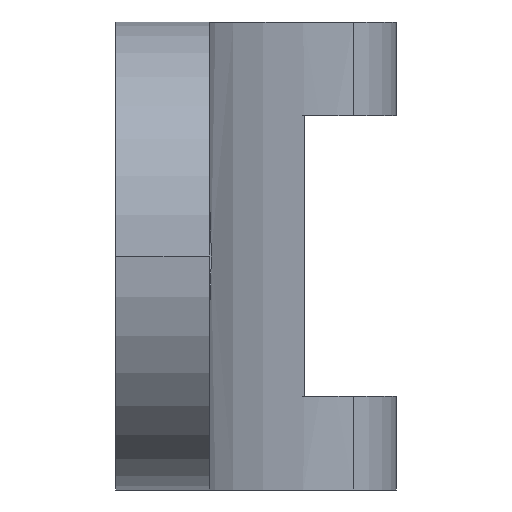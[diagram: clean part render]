
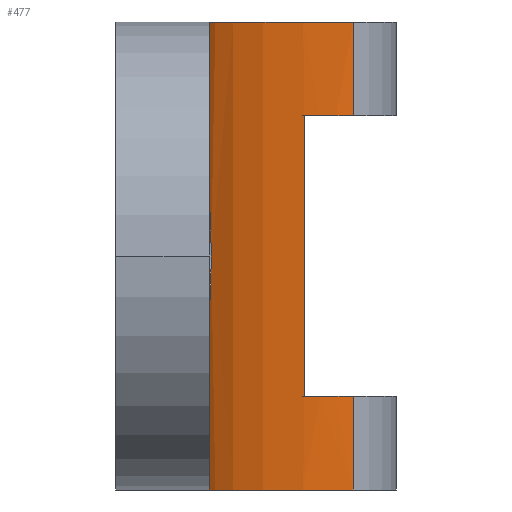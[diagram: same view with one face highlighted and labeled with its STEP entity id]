
A CAD part, left-side view. The second image highlights one B-rep face of the part: STEP entity #477.
In plain terms, the highlighted cylindrical face has radius 10 mm (diameter 20 mm), a partial arc.
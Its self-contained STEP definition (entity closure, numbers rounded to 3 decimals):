
#5 = ORIENTED_EDGE ( 'NONE', *, *, #603, .F. ) ;
#10 = EDGE_CURVE ( 'NONE', #301, #510, #480, .T. ) ;
#16 = DIRECTION ( 'NONE',  ( -1., 0., 0. ) ) ;
#35 = EDGE_CURVE ( 'NONE', #555, #460, #265, .T. ) ;
#39 = CARTESIAN_POINT ( 'NONE',  ( 2.597, 0.675, 6.307 ) ) ;
#44 = LINE ( 'NONE', #245, #563 ) ;
#45 = CARTESIAN_POINT ( 'NONE',  ( 2.465, 0.675, 6.366 ) ) ;
#50 = CARTESIAN_POINT ( 'NONE',  ( 2.465, -9.325, 10. ) ) ;
#58 = VERTEX_POINT ( 'NONE', #534 ) ;
#77 = VECTOR ( 'NONE', #172, 1000. ) ;
#94 = FACE_OUTER_BOUND ( 'NONE', #574, .T. ) ;
#116 = DIRECTION ( 'NONE',  ( 1., 0., 0. ) ) ;
#117 = CARTESIAN_POINT ( 'NONE',  ( 2.465, 0.675, 10. ) ) ;
#121 = LINE ( 'NONE', #545, #193 ) ;
#124 = ORIENTED_EDGE ( 'NONE', *, *, #197, .T. ) ;
#125 = DIRECTION ( 'NONE',  ( 1., 0., 0. ) ) ;
#134 = DIRECTION ( 'NONE',  ( 0., 0., -1. ) ) ;
#137 = AXIS2_PLACEMENT_3D ( 'NONE', #377, #640, #116 ) ;
#139 = CARTESIAN_POINT ( 'NONE',  ( 2.465, 0.675, 6.366 ) ) ;
#143 = DIRECTION ( 'NONE',  ( 0., 0., -1. ) ) ;
#153 = ORIENTED_EDGE ( 'NONE', *, *, #381, .F. ) ;
#158 = CARTESIAN_POINT ( 'NONE',  ( 2.465, -9.325, 8. ) ) ;
#163 = EDGE_CURVE ( 'NONE', #460, #469, #216, .T. ) ;
#164 = VECTOR ( 'NONE', #662, 1000. ) ;
#172 = DIRECTION ( 'NONE',  ( 0., 0., -1. ) ) ;
#176 = DIRECTION ( 'NONE',  ( 0., 0., -1. ) ) ;
#189 = CARTESIAN_POINT ( 'NONE',  ( 2.934, 0.665, 6.042 ) ) ;
#191 = AXIS2_PLACEMENT_3D ( 'NONE', #50, #670, #16 ) ;
#193 = VECTOR ( 'NONE', #280, 1000. ) ;
#195 = DIRECTION ( 'NONE',  ( 1., 0., 0. ) ) ;
#197 = EDGE_CURVE ( 'NONE', #337, #301, #239, .T. ) ;
#198 = CARTESIAN_POINT ( 'NONE',  ( 2.465, 0.675, 3.634 ) ) ;
#199 = VERTEX_POINT ( 'NONE', #508 ) ;
#210 = ORIENTED_EDGE ( 'NONE', *, *, #612, .F. ) ;
#216 = B_SPLINE_CURVE_WITH_KNOTS ( 'NONE', 3,
 ( #45, #39, #656, #189, #350, #459, #242, #564, #291, #396, #347, #518, #401, #449, #303, #198 ),
 .UNSPECIFIED., .F., .F.,
 ( 4, 2, 2, 2, 2, 2, 2, 4 ),
 ( 0., 0., 0.001, 0.001, 0.002, 0.002, 0.003, 0.003 ),
 .UNSPECIFIED. ) ;
#231 = CARTESIAN_POINT ( 'NONE',  ( 2.465, 0.675, 10. ) ) ;
#239 = LINE ( 'NONE', #554, #164 ) ;
#242 = CARTESIAN_POINT ( 'NONE',  ( 3.245, 0.645, 5.561 ) ) ;
#244 = EDGE_CURVE ( 'NONE', #469, #623, #269, .T. ) ;
#245 = CARTESIAN_POINT ( 'NONE',  ( 9.681, -2.402, 10. ) ) ;
#256 = VERTEX_POINT ( 'NONE', #325 ) ;
#265 = LINE ( 'NONE', #231, #542 ) ;
#269 = LINE ( 'NONE', #117, #77 ) ;
#280 = DIRECTION ( 'NONE',  ( 0., 0., -1. ) ) ;
#287 = CARTESIAN_POINT ( 'NONE',  ( 2.465, -9.325, 2. ) ) ;
#291 = CARTESIAN_POINT ( 'NONE',  ( 3.346, 0.636, 5.143 ) ) ;
#301 = VERTEX_POINT ( 'NONE', #486 ) ;
#302 = CYLINDRICAL_SURFACE ( 'NONE', #191, 10. ) ;
#303 = CARTESIAN_POINT ( 'NONE',  ( 2.729, 0.675, 3.753 ) ) ;
#323 = DIRECTION ( 'NONE',  ( 1., 0., 0. ) ) ;
#325 = CARTESIAN_POINT ( 'NONE',  ( 9.681, -2.402, 10. ) ) ;
#337 = VERTEX_POINT ( 'NONE', #595 ) ;
#347 = CARTESIAN_POINT ( 'NONE',  ( 3.326, 0.638, 4.714 ) ) ;
#350 = CARTESIAN_POINT ( 'NONE',  ( 3.029, 0.659, 5.933 ) ) ;
#351 = ORIENTED_EDGE ( 'NONE', *, *, #35, .T. ) ;
#369 = AXIS2_PLACEMENT_3D ( 'NONE', #158, #527, #323 ) ;
#377 = CARTESIAN_POINT ( 'NONE',  ( 2.465, -9.325, 0. ) ) ;
#381 = EDGE_CURVE ( 'NONE', #337, #199, #583, .T. ) ;
#396 = CARTESIAN_POINT ( 'NONE',  ( 3.346, 0.636, 4.858 ) ) ;
#401 = CARTESIAN_POINT ( 'NONE',  ( 3.185, 0.649, 4.309 ) ) ;
#422 = ORIENTED_EDGE ( 'NONE', *, *, #163, .T. ) ;
#423 = CIRCLE ( 'NONE', #581, 10. ) ;
#429 = CIRCLE ( 'NONE', #137, 10. ) ;
#441 = CARTESIAN_POINT ( 'NONE',  ( 2.465, -9.325, 10. ) ) ;
#445 = ORIENTED_EDGE ( 'NONE', *, *, #467, .F. ) ;
#447 = CARTESIAN_POINT ( 'NONE',  ( 9.681, -2.402, 8. ) ) ;
#449 = CARTESIAN_POINT ( 'NONE',  ( 2.952, 0.664, 3.946 ) ) ;
#459 = CARTESIAN_POINT ( 'NONE',  ( 3.184, 0.649, 5.694 ) ) ;
#460 = VERTEX_POINT ( 'NONE', #139 ) ;
#467 = EDGE_CURVE ( 'NONE', #199, #58, #44, .T. ) ;
#469 = VERTEX_POINT ( 'NONE', #568 ) ;
#477 = ADVANCED_FACE ( 'NONE', ( #94 ), #302, .F. ) ;
#480 = CIRCLE ( 'NONE', #369, 10. ) ;
#486 = CARTESIAN_POINT ( 'NONE',  ( 8.5, -1.351, 8. ) ) ;
#494 = CARTESIAN_POINT ( 'NONE',  ( 2.465, 0.675, 10. ) ) ;
#508 = CARTESIAN_POINT ( 'NONE',  ( 9.681, -2.402, 2. ) ) ;
#510 = VERTEX_POINT ( 'NONE', #447 ) ;
#518 = CARTESIAN_POINT ( 'NONE',  ( 3.245, 0.645, 4.44 ) ) ;
#527 = DIRECTION ( 'NONE',  ( 0., 0., -1. ) ) ;
#534 = CARTESIAN_POINT ( 'NONE',  ( 9.681, -2.402, 0. ) ) ;
#542 = VECTOR ( 'NONE', #176, 1000. ) ;
#545 = CARTESIAN_POINT ( 'NONE',  ( 9.681, -2.402, 10. ) ) ;
#554 = CARTESIAN_POINT ( 'NONE',  ( 8.5, -1.351, 5. ) ) ;
#555 = VERTEX_POINT ( 'NONE', #494 ) ;
#563 = VECTOR ( 'NONE', #143, 1000. ) ;
#564 = CARTESIAN_POINT ( 'NONE',  ( 3.325, 0.638, 5.288 ) ) ;
#565 = ORIENTED_EDGE ( 'NONE', *, *, #244, .T. ) ;
#568 = CARTESIAN_POINT ( 'NONE',  ( 2.465, 0.675, 3.634 ) ) ;
#574 = EDGE_LOOP ( 'NONE', ( #153, #124, #627, #5, #210, #351, #422, #565, #622, #445 ) ) ;
#581 = AXIS2_PLACEMENT_3D ( 'NONE', #441, #650, #125 ) ;
#583 = CIRCLE ( 'NONE', #671, 10. ) ;
#584 = EDGE_CURVE ( 'NONE', #623, #58, #429, .T. ) ;
#587 = CARTESIAN_POINT ( 'NONE',  ( 2.465, 0.675, 0. ) ) ;
#595 = CARTESIAN_POINT ( 'NONE',  ( 8.5, -1.351, 2. ) ) ;
#603 = EDGE_CURVE ( 'NONE', #256, #510, #121, .T. ) ;
#612 = EDGE_CURVE ( 'NONE', #555, #256, #423, .T. ) ;
#622 = ORIENTED_EDGE ( 'NONE', *, *, #584, .T. ) ;
#623 = VERTEX_POINT ( 'NONE', #587 ) ;
#627 = ORIENTED_EDGE ( 'NONE', *, *, #10, .T. ) ;
#640 = DIRECTION ( 'NONE',  ( 0., 0., -1. ) ) ;
#650 = DIRECTION ( 'NONE',  ( 0., 0., -1. ) ) ;
#656 = CARTESIAN_POINT ( 'NONE',  ( 2.717, 0.672, 6.23 ) ) ;
#662 = DIRECTION ( 'NONE',  ( 0., 0., 1. ) ) ;
#670 = DIRECTION ( 'NONE',  ( 0., 0., -1. ) ) ;
#671 = AXIS2_PLACEMENT_3D ( 'NONE', #287, #134, #195 ) ;
